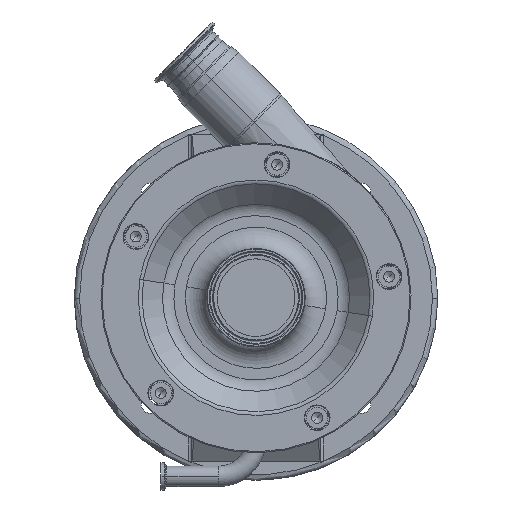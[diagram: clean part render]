
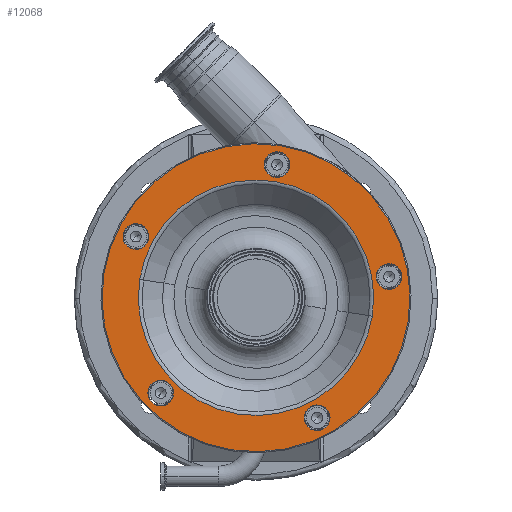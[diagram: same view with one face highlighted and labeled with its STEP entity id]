
A CAD part, top view. The second image highlights one B-rep face of the part: STEP entity #12068.
In plain terms, the highlighted planar face has unit normal (0, 0, 1).
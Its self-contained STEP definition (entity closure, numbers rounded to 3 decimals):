
#33 = ORIENTED_EDGE ( 'NONE', *, *, #19361, .F. ) ;
#53 = DIRECTION ( 'NONE',  ( 0.988, -0.156, 0. ) ) ;
#147 = CARTESIAN_POINT ( 'NONE',  ( 124.449, 19.711, 91.5 ) ) ;
#234 = EDGE_CURVE ( 'NONE', #6220, #2767, #9781, .T. ) ;
#278 = PLANE ( 'NONE',  #18477 ) ;
#312 = VERTEX_POINT ( 'NONE', #11523 ) ;
#379 = EDGE_CURVE ( 'NONE', #455, #16159, #8154, .T. ) ;
#455 = VERTEX_POINT ( 'NONE', #14694 ) ;
#479 = DIRECTION ( 'NONE',  ( 0., 0., -1. ) ) ;
#576 = CIRCLE ( 'NONE', #5204, 144. ) ;
#846 = VERTEX_POINT ( 'NONE', #20295 ) ;
#974 = AXIS2_PLACEMENT_3D ( 'NONE', #17776, #16124, #2227 ) ;
#1098 = AXIS2_PLACEMENT_3D ( 'NONE', #2843, #20321, #7898 ) ;
#1250 = CARTESIAN_POINT ( 'NONE',  ( 19.711, 124.449, 91.5 ) ) ;
#1267 = FACE_BOUND ( 'NONE', #4428, .T. ) ;
#1417 = CIRCLE ( 'NONE', #1098, 12. ) ;
#1423 = EDGE_CURVE ( 'NONE', #8673, #4303, #8212, .T. ) ;
#1444 = ORIENTED_EDGE ( 'NONE', *, *, #3161, .F. ) ;
#1644 = DIRECTION ( 'NONE',  ( 0.988, -0.156, 0. ) ) ;
#1938 = CIRCLE ( 'NONE', #4607, 12. ) ;
#1980 = AXIS2_PLACEMENT_3D ( 'NONE', #12047, #4547, #10513 ) ;
#2141 = CARTESIAN_POINT ( 'NONE',  ( 22.527, 142.227, 91.5 ) ) ;
#2227 = DIRECTION ( 'NONE',  ( 0.988, -0.156, 0. ) ) ;
#2475 = CARTESIAN_POINT ( 'NONE',  ( 108.716, -17.219, 91.5 ) ) ;
#2565 = DIRECTION ( 'NONE',  ( 0.988, -0.156, 0. ) ) ;
#2762 = EDGE_LOOP ( 'NONE', ( #7075, #1444 ) ) ;
#2767 = VERTEX_POINT ( 'NONE', #4765 ) ;
#2818 = FACE_BOUND ( 'NONE', #10622, .T. ) ;
#2843 = CARTESIAN_POINT ( 'NONE',  ( 57.203, -112.267, 91.5 ) ) ;
#3077 = VERTEX_POINT ( 'NONE', #10063 ) ;
#3161 = EDGE_CURVE ( 'NONE', #4303, #8673, #8214, .T. ) ;
#3260 = DIRECTION ( 'NONE',  ( 0.988, -0.156, 0. ) ) ;
#3263 = EDGE_LOOP ( 'NONE', ( #4819, #33 ) ) ;
#3266 = AXIS2_PLACEMENT_3D ( 'NONE', #147, #11076, #3260 ) ;
#3723 = ORIENTED_EDGE ( 'NONE', *, *, #6461, .T. ) ;
#3757 = VERTEX_POINT ( 'NONE', #2475 ) ;
#4011 = CARTESIAN_POINT ( 'NONE',  ( 31.563, 122.572, 91.5 ) ) ;
#4038 = ORIENTED_EDGE ( 'NONE', *, *, #11582, .F. ) ;
#4303 = VERTEX_POINT ( 'NONE', #12098 ) ;
#4428 = EDGE_LOOP ( 'NONE', ( #16051, #20340 ) ) ;
#4547 = DIRECTION ( 'NONE',  ( 0., 0., 1. ) ) ;
#4552 = AXIS2_PLACEMENT_3D ( 'NONE', #14298, #11314, #1644 ) ;
#4607 = AXIS2_PLACEMENT_3D ( 'NONE', #19407, #5241, #11813 ) ;
#4765 = CARTESIAN_POINT ( 'NONE',  ( 7.858, 126.326, 91.5 ) ) ;
#4819 = ORIENTED_EDGE ( 'NONE', *, *, #234, .F. ) ;
#4976 = CIRCLE ( 'NONE', #6940, 110.071 ) ;
#5103 = ORIENTED_EDGE ( 'NONE', *, *, #5266, .F. ) ;
#5204 = AXIS2_PLACEMENT_3D ( 'NONE', #17518, #11550, #6922 ) ;
#5241 = DIRECTION ( 'NONE',  ( 0., 0., 1. ) ) ;
#5266 = EDGE_CURVE ( 'NONE', #846, #3077, #13120, .T. ) ;
#5492 = CARTESIAN_POINT ( 'NONE',  ( -100.415, 55.326, 91.5 ) ) ;
#5792 = CIRCLE ( 'NONE', #13326, 12. ) ;
#6114 = DIRECTION ( 'NONE',  ( 0., 0., 1. ) ) ;
#6220 = VERTEX_POINT ( 'NONE', #4011 ) ;
#6320 = CARTESIAN_POINT ( 'NONE',  ( 69.055, -114.144, 91.5 ) ) ;
#6419 = EDGE_CURVE ( 'NONE', #19934, #312, #18695, .T. ) ;
#6448 = VERTEX_POINT ( 'NONE', #12638 ) ;
#6461 = EDGE_CURVE ( 'NONE', #6448, #12933, #12805, .T. ) ;
#6780 = DIRECTION ( 'NONE',  ( -0.988, 0.156, 0. ) ) ;
#6922 = DIRECTION ( 'NONE',  ( 0.988, -0.156, 0. ) ) ;
#6940 = AXIS2_PLACEMENT_3D ( 'NONE', #7514, #20250, #12146 ) ;
#7075 = ORIENTED_EDGE ( 'NONE', *, *, #1423, .F. ) ;
#7514 = CARTESIAN_POINT ( 'NONE',  ( 0., 0., 91.5 ) ) ;
#7898 = DIRECTION ( 'NONE',  ( 0.988, -0.156, 0. ) ) ;
#7995 = ORIENTED_EDGE ( 'NONE', *, *, #6419, .F. ) ;
#8154 = CIRCLE ( 'NONE', #4552, 12. ) ;
#8212 = CIRCLE ( 'NONE', #20039, 12. ) ;
#8214 = CIRCLE ( 'NONE', #974, 12. ) ;
#8244 = EDGE_CURVE ( 'NONE', #12933, #6448, #576, .T. ) ;
#8654 = CARTESIAN_POINT ( 'NONE',  ( -112.267, 57.203, 91.5 ) ) ;
#8673 = VERTEX_POINT ( 'NONE', #5492 ) ;
#9584 = EDGE_CURVE ( 'NONE', #3077, #846, #5792, .T. ) ;
#9658 = CARTESIAN_POINT ( 'NONE',  ( 0., 0., 91.5 ) ) ;
#9781 = CIRCLE ( 'NONE', #16337, 12. ) ;
#10063 = CARTESIAN_POINT ( 'NONE',  ( -77.243, -90.973, 91.5 ) ) ;
#10513 = DIRECTION ( 'NONE',  ( 0.988, -0.156, 0. ) ) ;
#10561 = CARTESIAN_POINT ( 'NONE',  ( 136.301, 17.834, 91.5 ) ) ;
#10622 = EDGE_LOOP ( 'NONE', ( #7995, #4038 ) ) ;
#10646 = FACE_BOUND ( 'NONE', #19451, .T. ) ;
#10815 = CARTESIAN_POINT ( 'NONE',  ( 19.711, 124.449, 91.5 ) ) ;
#10825 = AXIS2_PLACEMENT_3D ( 'NONE', #9658, #12734, #15605 ) ;
#10905 = ORIENTED_EDGE ( 'NONE', *, *, #9584, .F. ) ;
#11076 = DIRECTION ( 'NONE',  ( 0., 0., 1. ) ) ;
#11243 = CIRCLE ( 'NONE', #18796, 12. ) ;
#11314 = DIRECTION ( 'NONE',  ( 0., 0., 1. ) ) ;
#11435 = ORIENTED_EDGE ( 'NONE', *, *, #8244, .T. ) ;
#11523 = CARTESIAN_POINT ( 'NONE',  ( 112.596, 21.588, 91.5 ) ) ;
#11550 = DIRECTION ( 'NONE',  ( 0., 0., 1. ) ) ;
#11582 = EDGE_CURVE ( 'NONE', #312, #19934, #1938, .T. ) ;
#11678 = DIRECTION ( 'NONE',  ( 0.988, -0.156, 0. ) ) ;
#11813 = DIRECTION ( 'NONE',  ( 0.988, -0.156, 0. ) ) ;
#11897 = DIRECTION ( 'NONE',  ( 0., 0., 1. ) ) ;
#12047 = CARTESIAN_POINT ( 'NONE',  ( 0., 0., 91.5 ) ) ;
#12068 = ADVANCED_FACE ( 'NONE', ( #2818, #13722, #10646, #16918, #1267, #20099, #14502 ), #278, .F. ) ;
#12098 = CARTESIAN_POINT ( 'NONE',  ( -124.119, 59.08, 91.5 ) ) ;
#12146 = DIRECTION ( 'NONE',  ( 0.988, -0.156, 0. ) ) ;
#12616 = EDGE_CURVE ( 'NONE', #16159, #455, #1417, .T. ) ;
#12638 = CARTESIAN_POINT ( 'NONE',  ( -142.227, 22.527, 91.5 ) ) ;
#12734 = DIRECTION ( 'NONE',  ( 0., 0., 1. ) ) ;
#12805 = CIRCLE ( 'NONE', #10825, 144. ) ;
#12933 = VERTEX_POINT ( 'NONE', #17613 ) ;
#13120 = CIRCLE ( 'NONE', #16060, 12. ) ;
#13158 = CIRCLE ( 'NONE', #1980, 110.071 ) ;
#13326 = AXIS2_PLACEMENT_3D ( 'NONE', #16520, #11897, #11678 ) ;
#13549 = ORIENTED_EDGE ( 'NONE', *, *, #379, .F. ) ;
#13722 = FACE_BOUND ( 'NONE', #20235, .T. ) ;
#13902 = EDGE_LOOP ( 'NONE', ( #11435, #3723 ) ) ;
#14298 = CARTESIAN_POINT ( 'NONE',  ( 57.203, -112.267, 91.5 ) ) ;
#14502 = FACE_BOUND ( 'NONE', #2762, .T. ) ;
#14694 = CARTESIAN_POINT ( 'NONE',  ( 45.351, -110.39, 91.5 ) ) ;
#15438 = ORIENTED_EDGE ( 'NONE', *, *, #12616, .F. ) ;
#15605 = DIRECTION ( 'NONE',  ( 0.988, -0.156, 0. ) ) ;
#16051 = ORIENTED_EDGE ( 'NONE', *, *, #19725, .F. ) ;
#16060 = AXIS2_PLACEMENT_3D ( 'NONE', #17057, #18688, #53 ) ;
#16124 = DIRECTION ( 'NONE',  ( 0., 0., 1. ) ) ;
#16159 = VERTEX_POINT ( 'NONE', #6320 ) ;
#16337 = AXIS2_PLACEMENT_3D ( 'NONE', #10815, #17091, #17281 ) ;
#16520 = CARTESIAN_POINT ( 'NONE',  ( -89.095, -89.095, 91.5 ) ) ;
#16541 = CARTESIAN_POINT ( 'NONE',  ( -108.716, 17.219, 91.5 ) ) ;
#16778 = DIRECTION ( 'NONE',  ( 0., 0., 1. ) ) ;
#16826 = VERTEX_POINT ( 'NONE', #16541 ) ;
#16918 = FACE_BOUND ( 'NONE', #3263, .T. ) ;
#17057 = CARTESIAN_POINT ( 'NONE',  ( -89.095, -89.095, 91.5 ) ) ;
#17091 = DIRECTION ( 'NONE',  ( 0., 0., 1. ) ) ;
#17281 = DIRECTION ( 'NONE',  ( 0.988, -0.156, 0. ) ) ;
#17452 = EDGE_CURVE ( 'NONE', #16826, #3757, #13158, .T. ) ;
#17518 = CARTESIAN_POINT ( 'NONE',  ( 0., 0., 91.5 ) ) ;
#17613 = CARTESIAN_POINT ( 'NONE',  ( 142.227, -22.527, 91.5 ) ) ;
#17776 = CARTESIAN_POINT ( 'NONE',  ( -112.267, 57.203, 91.5 ) ) ;
#18477 = AXIS2_PLACEMENT_3D ( 'NONE', #2141, #479, #6780 ) ;
#18688 = DIRECTION ( 'NONE',  ( 0., 0., 1. ) ) ;
#18695 = CIRCLE ( 'NONE', #3266, 12. ) ;
#18737 = DIRECTION ( 'NONE',  ( 0.988, -0.156, 0. ) ) ;
#18796 = AXIS2_PLACEMENT_3D ( 'NONE', #1250, #6114, #18737 ) ;
#19361 = EDGE_CURVE ( 'NONE', #2767, #6220, #11243, .T. ) ;
#19407 = CARTESIAN_POINT ( 'NONE',  ( 124.449, 19.711, 91.5 ) ) ;
#19451 = EDGE_LOOP ( 'NONE', ( #10905, #5103 ) ) ;
#19725 = EDGE_CURVE ( 'NONE', #3757, #16826, #4976, .T. ) ;
#19934 = VERTEX_POINT ( 'NONE', #10561 ) ;
#20039 = AXIS2_PLACEMENT_3D ( 'NONE', #8654, #16778, #2565 ) ;
#20099 = FACE_OUTER_BOUND ( 'NONE', #13902, .T. ) ;
#20235 = EDGE_LOOP ( 'NONE', ( #15438, #13549 ) ) ;
#20250 = DIRECTION ( 'NONE',  ( 0., 0., 1. ) ) ;
#20295 = CARTESIAN_POINT ( 'NONE',  ( -100.948, -87.218, 91.5 ) ) ;
#20321 = DIRECTION ( 'NONE',  ( 0., 0., 1. ) ) ;
#20340 = ORIENTED_EDGE ( 'NONE', *, *, #17452, .F. ) ;
